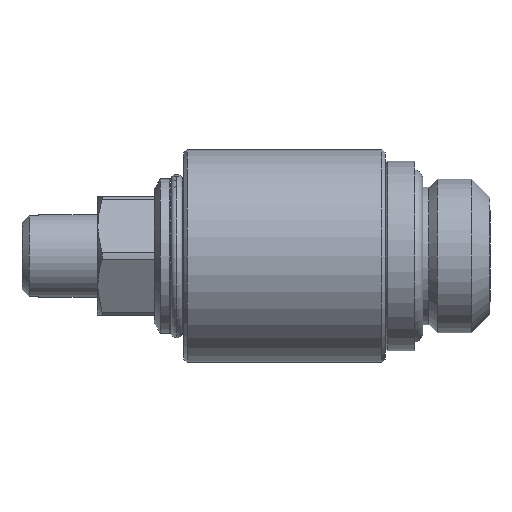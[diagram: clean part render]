
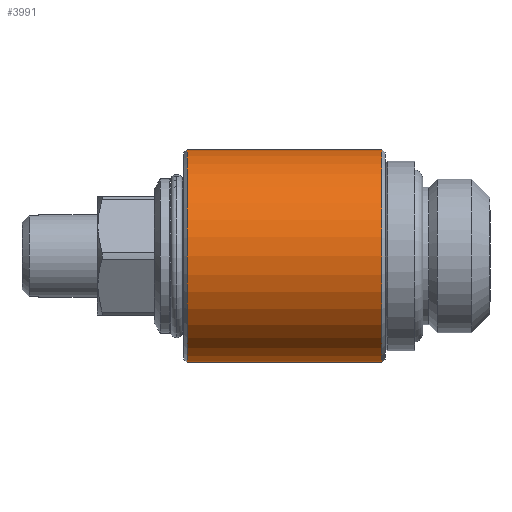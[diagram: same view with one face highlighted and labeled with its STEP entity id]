
A CAD part, left-side view. The second image highlights one B-rep face of the part: STEP entity #3991.
In plain terms, the highlighted cylindrical face has radius 9 mm (diameter 18 mm), a partial arc.
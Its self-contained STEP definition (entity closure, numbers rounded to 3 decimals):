
#533 = CARTESIAN_POINT ( 'NONE',  ( 0., 9.5, 9. ) ) ;
#534 = CARTESIAN_POINT ( 'NONE',  ( 0., 9.5, -9. ) ) ;
#719 = DIRECTION ( 'NONE',  ( 0., -1., 0. ) ) ;
#720 = VECTOR ( 'NONE', #719, 1000. ) ;
#882 = CARTESIAN_POINT ( 'NONE',  ( 0., 25.9, -9. ) ) ;
#935 = CARTESIAN_POINT ( 'NONE',  ( 0., 25.9, 9. ) ) ;
#1329 = DIRECTION ( 'NONE',  ( 0., 0., -1. ) ) ;
#1330 = DIRECTION ( 'NONE',  ( 0., -1., 0. ) ) ;
#1331 = CARTESIAN_POINT ( 'NONE',  ( 0., 25.9, 0. ) ) ;
#1332 = AXIS2_PLACEMENT_3D ( 'NONE', #1331, #1330, #1329 ) ;
#1333 = CIRCLE ( 'NONE', #1332, 9. ) ;
#1773 = CARTESIAN_POINT ( 'NONE',  ( 0., 7.819, 9. ) ) ;
#1774 = LINE ( 'NONE', #1773, #720 ) ;
#1940 = CYLINDRICAL_SURFACE ( 'NONE', #2001, 9. ) ;
#1941 = FACE_OUTER_BOUND ( 'NONE', #3820, .T. ) ;
#1976 = DIRECTION ( 'NONE',  ( 0., -1., 0. ) ) ;
#1977 = VECTOR ( 'NONE', #1976, 1000. ) ;
#1978 = CARTESIAN_POINT ( 'NONE',  ( 0., 7.819, -9. ) ) ;
#1997 = DIRECTION ( 'NONE',  ( 0., 0., -1. ) ) ;
#1998 = DIRECTION ( 'NONE',  ( 0., -1., 0. ) ) ;
#2000 = CARTESIAN_POINT ( 'NONE',  ( 0., 7.819, 0. ) ) ;
#2001 = AXIS2_PLACEMENT_3D ( 'NONE', #2000, #1998, #1997 ) ;
#2024 = LINE ( 'NONE', #1978, #1977 ) ;
#2585 = DIRECTION ( 'NONE',  ( 0., 0., -1. ) ) ;
#2586 = DIRECTION ( 'NONE',  ( 0., -1., 0. ) ) ;
#2640 = CARTESIAN_POINT ( 'NONE',  ( 0., 9.5, 0. ) ) ;
#2641 = AXIS2_PLACEMENT_3D ( 'NONE', #2640, #2586, #2585 ) ;
#2642 = CIRCLE ( 'NONE', #2641, 9. ) ;
#3246 = ORIENTED_EDGE ( 'NONE', *, *, #3921, .T. ) ;
#3511 = VERTEX_POINT ( 'NONE', #534 ) ;
#3513 = VERTEX_POINT ( 'NONE', #533 ) ;
#3631 = VERTEX_POINT ( 'NONE', #882 ) ;
#3714 = VERTEX_POINT ( 'NONE', #935 ) ;
#3820 = EDGE_LOOP ( 'NONE', ( #3821, #3822, #3246, #3987 ) ) ;
#3821 = ORIENTED_EDGE ( 'NONE', *, *, #3861, .F. ) ;
#3822 = ORIENTED_EDGE ( 'NONE', *, *, #3823, .T. ) ;
#3823 = EDGE_CURVE ( 'NONE', #3714, #3631, #1333, .T. ) ;
#3861 = EDGE_CURVE ( 'NONE', #3714, #3513, #1774, .T. ) ;
#3921 = EDGE_CURVE ( 'NONE', #3631, #3511, #2024, .T. ) ;
#3987 = ORIENTED_EDGE ( 'NONE', *, *, #4003, .F. ) ;
#3991 = ADVANCED_FACE ( 'NONE', ( #1941 ), #1940, .T. ) ;
#4003 = EDGE_CURVE ( 'NONE', #3513, #3511, #2642, .T. ) ;
